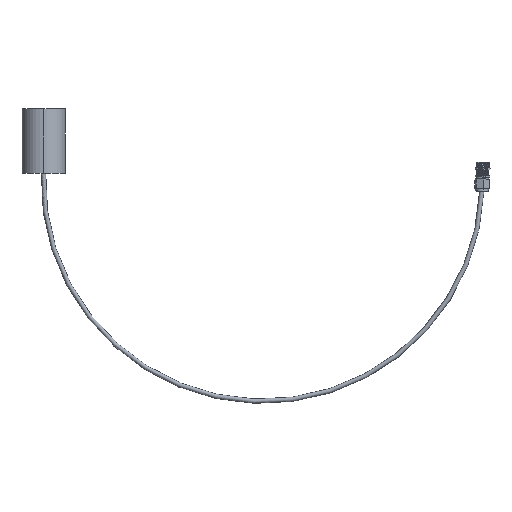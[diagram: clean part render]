
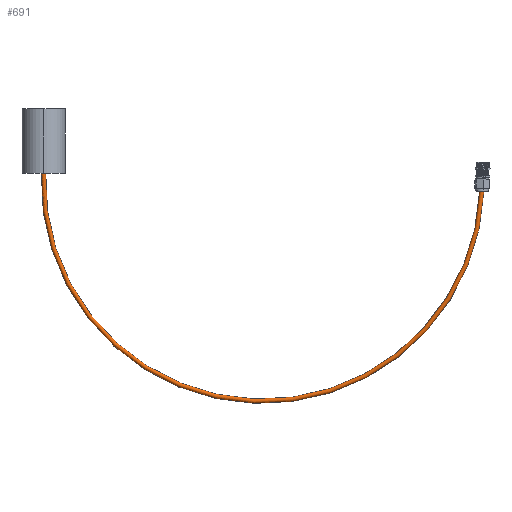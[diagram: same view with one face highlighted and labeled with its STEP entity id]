
A CAD part, top view. The second image highlights one B-rep face of the part: STEP entity #691.
In plain terms, the highlighted toroidal (fillet/blend) face has major radius 129.155 mm and minor radius 1.27 mm.
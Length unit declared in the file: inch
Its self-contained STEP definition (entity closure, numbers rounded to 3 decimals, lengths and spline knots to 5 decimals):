
#66 = AXIS2_PLACEMENT_3D ( 'NONE', #2327, #2328, #2329 ) ;
#95 = AXIS2_PLACEMENT_3D ( 'NONE', #1858, #1859, #1860 ) ;
#193 = AXIS2_PLACEMENT_3D ( 'NONE', #6503, #6504, #6505 ) ;
#691 = ADVANCED_FACE ( 'NONE', ( #4988 ), #4992, .T. ) ;
#768 = ORIENTED_EDGE ( 'NONE', *, *, #2074, .T. ) ;
#769 = ORIENTED_EDGE ( 'NONE', *, *, #6280, .F. ) ;
#770 = ORIENTED_EDGE ( 'NONE', *, *, #4437, .F. ) ;
#773 = ORIENTED_EDGE ( 'NONE', *, *, #2876, .T. ) ;
#777 = ORIENTED_EDGE ( 'NONE', *, *, #2875, .T. ) ;
#1139 = CARTESIAN_POINT ( 'NONE',  ( -0.05004, 0., 0. ) ) ;
#1163 = CARTESIAN_POINT ( 'NONE',  ( 0., 0., 0.05 ) ) ;
#1505 = CIRCLE ( 'NONE', #66, 0.05 ) ;
#1584 = CIRCLE ( 'NONE', #95, 5.13482 ) ;
#1701 = VERTEX_POINT ( 'NONE', #6090 ) ;
#1775 = VERTEX_POINT ( 'NONE', #2207 ) ;
#1839 = CARTESIAN_POINT ( 'NONE',  ( 0., 0., 0.05 ) ) ;
#1841 = CARTESIAN_POINT ( 'NONE',  ( -0.00851, 0., 0.05 ) ) ;
#1842 = CARTESIAN_POINT ( 'NONE',  ( -0.01594, 0.00001, 0.04784 ) ) ;
#1843 = CARTESIAN_POINT ( 'NONE',  ( -0.02478, 0.00001, 0.04356 ) ) ;
#1844 = CARTESIAN_POINT ( 'NONE',  ( -0.02736, 0.00001, 0.04196 ) ) ;
#1845 = CARTESIAN_POINT ( 'NONE',  ( -0.03072, 0., 0.03949 ) ) ;
#1846 = CARTESIAN_POINT ( 'NONE',  ( -0.03176, 0., 0.03866 ) ) ;
#1847 = CARTESIAN_POINT ( 'NONE',  ( -0.0332, 0., 0.03742 ) ) ;
#1848 = CARTESIAN_POINT ( 'NONE',  ( -0.03389, 0., 0.0368 ) ) ;
#1849 = CARTESIAN_POINT ( 'NONE',  ( -0.03465, 0., 0.03608 ) ) ;
#1850 = CARTESIAN_POINT ( 'NONE',  ( -0.03496, 0., 0.03577 ) ) ;
#1851 = CARTESIAN_POINT ( 'NONE',  ( -0.03517, 0., 0.03557 ) ) ;
#1852 = CARTESIAN_POINT ( 'NONE',  ( -0.03522, 0., 0.03551 ) ) ;
#1853 = CARTESIAN_POINT ( 'NONE',  ( -0.04025, 0., 0.03049 ) ) ;
#1854 = CARTESIAN_POINT ( 'NONE',  ( -0.04397, 0., 0.02474 ) ) ;
#1855 = CARTESIAN_POINT ( 'NONE',  ( -0.04887, 0., 0.01259 ) ) ;
#1856 = CARTESIAN_POINT ( 'NONE',  ( -0.05004, 0., 0.00622 ) ) ;
#1857 = CARTESIAN_POINT ( 'NONE',  ( -0.05004, 0., 0. ) ) ;
#1858 = CARTESIAN_POINT ( 'NONE',  ( 5.08094, -0.19865, 0. ) ) ;
#1859 = DIRECTION ( 'NONE',  ( 0., 0., 1. ) ) ;
#1860 = DIRECTION ( 'NONE',  ( 1., 0., 0. ) ) ;
#2008 = CARTESIAN_POINT ( 'NONE',  ( 10.11192, -0.39535, 0. ) ) ;
#2074 = EDGE_CURVE ( 'NONE', #1701, #2443, #1505, .T. ) ;
#2207 = CARTESIAN_POINT ( 'NONE',  ( 10.21184, -0.39925, 0. ) ) ;
#2327 = CARTESIAN_POINT ( 'NONE',  ( 0., 0., 0. ) ) ;
#2328 = DIRECTION ( 'NONE',  ( -0.039, -0.999, 0. ) ) ;
#2329 = DIRECTION ( 'NONE',  ( 0.999, -0.039, 0. ) ) ;
#2333 = VERTEX_POINT ( 'NONE', #1139 ) ;
#2443 = VERTEX_POINT ( 'NONE', #1163 ) ;
#2553 = CIRCLE ( 'NONE', #2751, 5.03482 ) ;
#2751 = AXIS2_PLACEMENT_3D ( 'NONE', #4340, #4341, #4342 ) ;
#2875 = EDGE_CURVE ( 'NONE', #2443, #2333, #6241, .T. ) ;
#2876 = EDGE_CURVE ( 'NONE', #2333, #1775, #1584, .T. ) ;
#2997 = AXIS2_PLACEMENT_3D ( 'NONE', #3672, #3711, #3702 ) ;
#3284 = VERTEX_POINT ( 'NONE', #2008 ) ;
#3343 = EDGE_LOOP ( 'NONE', ( #777, #773, #770, #769, #768 ) ) ;
#3672 = CARTESIAN_POINT ( 'NONE',  ( 5.08094, -0.19865, 0. ) ) ;
#3702 = DIRECTION ( 'NONE',  ( 1., 0., 0. ) ) ;
#3711 = DIRECTION ( 'NONE',  ( 0., 0., 1. ) ) ;
#4340 = CARTESIAN_POINT ( 'NONE',  ( 5.08094, -0.19865, 0. ) ) ;
#4341 = DIRECTION ( 'NONE',  ( 0., 0., 1. ) ) ;
#4342 = DIRECTION ( 'NONE',  ( 1., 0., 0. ) ) ;
#4437 = EDGE_CURVE ( 'NONE', #3284, #1775, #4577, .T. ) ;
#4577 = CIRCLE ( 'NONE', #193, 0.05 ) ;
#4988 = FACE_OUTER_BOUND ( 'NONE', #3343, .T. ) ;
#4992 = TOROIDAL_SURFACE ( 'NONE', #2997, 5.08482, 0.05 ) ;
#6090 = CARTESIAN_POINT ( 'NONE',  ( 0.04996, -0.00195, 0. ) ) ;
#6241 = B_SPLINE_CURVE_WITH_KNOTS ( 'NONE', 3,
 ( #1839, #1841, #1842, #1843, #1844, #1845, #1846, #1847, #1848, #1849, #1850, #1851, #1852, #1853, #1854, #1855, #1856, #1857 ),
 .UNSPECIFIED., .F., .F.,
 ( 4, 2, 2, 2, 1, 1, 2, 2, 2, 4 ),
 ( 0., 0.12508, 0.18762, 0.21889, 0.23452, 0.24234, 0.24625, 0.25016, 0.37524, 0.50031 ),
 .UNSPECIFIED. ) ;
#6280 = EDGE_CURVE ( 'NONE', #1701, #3284, #2553, .T. ) ;
#6503 = CARTESIAN_POINT ( 'NONE',  ( 10.16188, -0.3973, 0. ) ) ;
#6504 = DIRECTION ( 'NONE',  ( 0.039, 0.999, 0. ) ) ;
#6505 = DIRECTION ( 'NONE',  ( -0.999, 0.039, 0. ) ) ;
